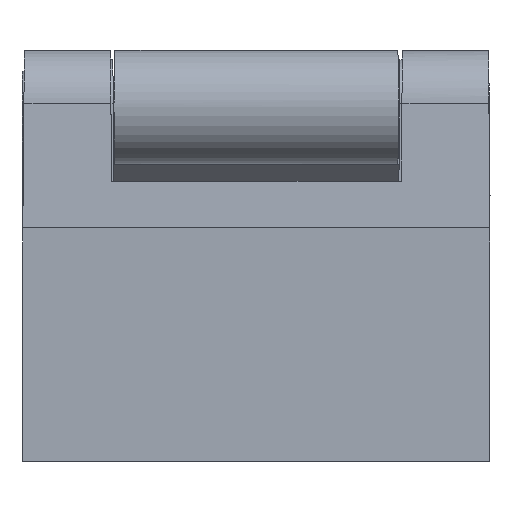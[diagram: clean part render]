
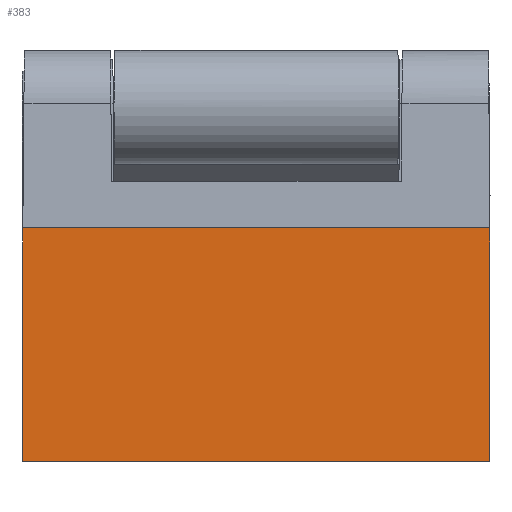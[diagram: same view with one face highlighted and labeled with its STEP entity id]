
A CAD part, left-side view. The second image highlights one B-rep face of the part: STEP entity #383.
In plain terms, the highlighted planar face has unit normal (-1, 0, 0).
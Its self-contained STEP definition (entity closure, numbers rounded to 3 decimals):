
#80 = ORIENTED_EDGE ( 'NONE', *, *, #3926, .F. ) ;
#383 = ADVANCED_FACE ( 'NONE', ( #7598 ), #6548, .F. ) ;
#411 = ORIENTED_EDGE ( 'NONE', *, *, #7368, .F. ) ;
#788 = EDGE_CURVE ( 'NONE', #5652, #2520, #5100, .T. ) ;
#1031 = CARTESIAN_POINT ( 'NONE',  ( -7., -25., 0. ) ) ;
#1569 = DIRECTION ( 'NONE',  ( 0., 1., 0. ) ) ;
#1728 = EDGE_CURVE ( 'NONE', #2520, #10664, #10013, .T. ) ;
#2030 = CARTESIAN_POINT ( 'NONE',  ( -7., -25., 0. ) ) ;
#2520 = VERTEX_POINT ( 'NONE', #2030 ) ;
#2828 = VECTOR ( 'NONE', #9021, 1000. ) ;
#3131 = VERTEX_POINT ( 'NONE', #12568 ) ;
#3608 = LINE ( 'NONE', #4648, #8363 ) ;
#3700 = VECTOR ( 'NONE', #9742, 1000. ) ;
#3926 = EDGE_CURVE ( 'NONE', #3131, #10664, #9283, .T. ) ;
#4097 = ORIENTED_EDGE ( 'NONE', *, *, #788, .T. ) ;
#4297 = CARTESIAN_POINT ( 'NONE',  ( -7., -25., -25. ) ) ;
#4648 = CARTESIAN_POINT ( 'NONE',  ( -7., -25., -25. ) ) ;
#5100 = LINE ( 'NONE', #7437, #9746 ) ;
#5430 = DIRECTION ( 'NONE',  ( 1., 0., 0. ) ) ;
#5650 = CARTESIAN_POINT ( 'NONE',  ( -7., 25., 0. ) ) ;
#5652 = VERTEX_POINT ( 'NONE', #4297 ) ;
#6548 = PLANE ( 'NONE',  #9058 ) ;
#7368 = EDGE_CURVE ( 'NONE', #5652, #3131, #3608, .T. ) ;
#7437 = CARTESIAN_POINT ( 'NONE',  ( -7., -25., -5. ) ) ;
#7598 = FACE_OUTER_BOUND ( 'NONE', #11354, .T. ) ;
#7875 = DIRECTION ( 'NONE',  ( 0., 1., 0. ) ) ;
#8033 = ORIENTED_EDGE ( 'NONE', *, *, #1728, .T. ) ;
#8051 = DIRECTION ( 'NONE',  ( 0., 0., 1. ) ) ;
#8363 = VECTOR ( 'NONE', #7875, 1000. ) ;
#9021 = DIRECTION ( 'NONE',  ( 0., 1., 0. ) ) ;
#9058 = AXIS2_PLACEMENT_3D ( 'NONE', #9367, #5430, #1569 ) ;
#9283 = LINE ( 'NONE', #12601, #3700 ) ;
#9367 = CARTESIAN_POINT ( 'NONE',  ( -7., -25., -5. ) ) ;
#9742 = DIRECTION ( 'NONE',  ( 0., 0., 1. ) ) ;
#9746 = VECTOR ( 'NONE', #8051, 1000. ) ;
#10013 = LINE ( 'NONE', #1031, #2828 ) ;
#10664 = VERTEX_POINT ( 'NONE', #5650 ) ;
#11354 = EDGE_LOOP ( 'NONE', ( #8033, #80, #411, #4097 ) ) ;
#12568 = CARTESIAN_POINT ( 'NONE',  ( -7., 25., -25. ) ) ;
#12601 = CARTESIAN_POINT ( 'NONE',  ( -7., 25., -5. ) ) ;
